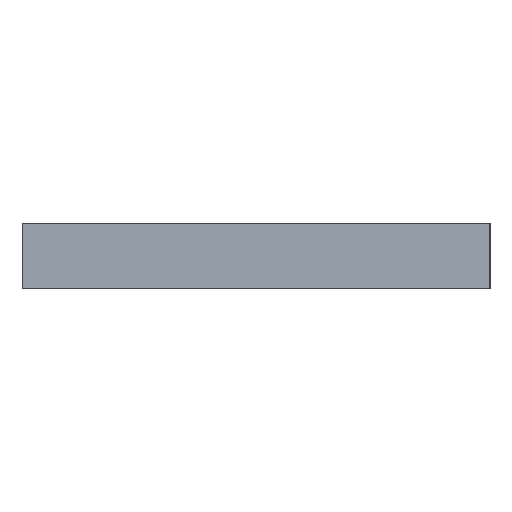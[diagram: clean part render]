
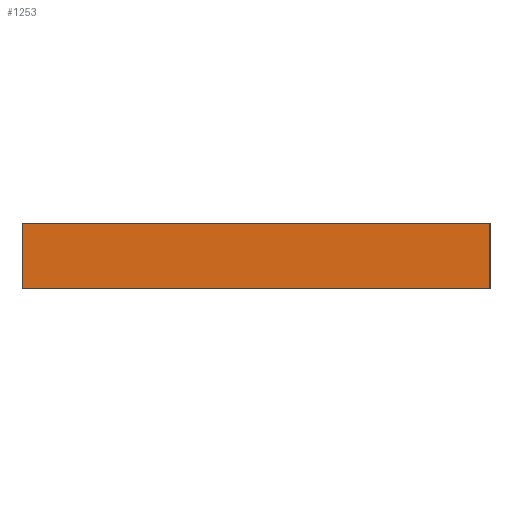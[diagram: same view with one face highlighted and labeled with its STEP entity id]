
A CAD part, left-side view. The second image highlights one B-rep face of the part: STEP entity #1253.
In plain terms, the highlighted planar face has unit normal (-1, 0, 0).
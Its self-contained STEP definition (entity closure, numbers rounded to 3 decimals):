
#1253=ADVANCED_FACE('',(#3199),#3200,.T.);
#3199=FACE_OUTER_BOUND('',#5851,.T.);
#3200=PLANE('',#5852);
#5851=EDGE_LOOP('',(#9377,#9378,#9379,#9380));
#5852=AXIS2_PLACEMENT_3D('',#9381,#9382,#9383);
#9377=ORIENTED_EDGE('',*,*,#17559,.F.);
#9378=ORIENTED_EDGE('',*,*,#17560,.F.);
#9379=ORIENTED_EDGE('',*,*,#17561,.F.);
#9380=ORIENTED_EDGE('',*,*,#17562,.F.);
#9381=CARTESIAN_POINT('',(30.943,4.344,6.));
#9382=DIRECTION('',(-1.0,0.0,0.0));
#9383=DIRECTION('',(0.0,1.0,0.0));
#17559=EDGE_CURVE('',#21684,#21685,#21686,.T.);
#17560=EDGE_CURVE('',#21687,#21684,#21688,.T.);
#17561=EDGE_CURVE('',#21689,#21687,#21690,.T.);
#17562=EDGE_CURVE('',#21685,#21689,#21691,.T.);
#21684=VERTEX_POINT('',#27596);
#21685=VERTEX_POINT('',#27597);
#21686=LINE('',#27598,#27599);
#21687=VERTEX_POINT('',#27600);
#21688=LINE('',#27601,#27602);
#21689=VERTEX_POINT('',#27603);
#21690=LINE('',#27604,#27605);
#21691=LINE('',#27606,#27607);
#27596=CARTESIAN_POINT('',(30.943,-16.149,0.));
#27597=CARTESIAN_POINT('',(30.943,26.851,0.));
#27598=CARTESIAN_POINT('',(30.943,5.351,0.));
#27599=VECTOR('',#33993,1.0);
#27600=CARTESIAN_POINT('',(30.943,-16.149,6.));
#27601=CARTESIAN_POINT('',(30.943,-16.149,0.));
#27602=VECTOR('',#33994,1.0);
#27603=CARTESIAN_POINT('',(30.943,26.851,6.));
#27604=CARTESIAN_POINT('',(30.943,16.101,6.));
#27605=VECTOR('',#33995,1.0);
#27606=CARTESIAN_POINT('',(30.943,26.851,0.));
#27607=VECTOR('',#33996,1.0);
#33993=DIRECTION('',(0.0,1.0,0.0));
#33994=DIRECTION('',(0.0,0.0,-1.0));
#33995=DIRECTION('',(0.0,-1.0,0.0));
#33996=DIRECTION('',(0.0,0.0,1.0));
